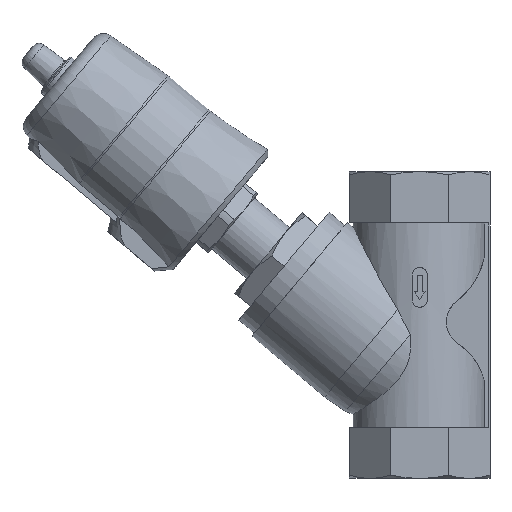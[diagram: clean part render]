
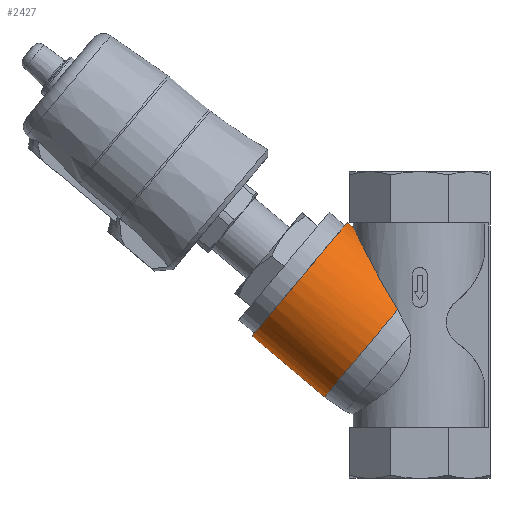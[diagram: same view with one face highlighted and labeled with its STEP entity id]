
A CAD part, left-side view. The second image highlights one B-rep face of the part: STEP entity #2427.
In plain terms, the highlighted cylindrical face has radius 29 mm (diameter 58 mm), a full revolution.
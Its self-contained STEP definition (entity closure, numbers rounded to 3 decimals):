
#456=B_SPLINE_CURVE_WITH_KNOTS('',3,(#3658,#3659,#3660,#3661,#3662,#3663,
#3664,#3665,#3666,#3667,#3668,#3669,#3670,#3671,#3672,#3673,#3674,#3675,
#3676,#3677),.UNSPECIFIED.,.F.,.F.,(4,1,1,1,1,1,1,1,1,1,1,1,1,1,1,1,1,4),
(0.,0.012,0.017,0.023,0.029,
0.035,0.041,0.044,0.046,
0.052,0.055,0.058,0.061,
0.064,0.07,0.075,0.081,
0.093),.UNSPECIFIED.);
#896=ORIENTED_EDGE('',*,*,#1444,.F.);
#897=ORIENTED_EDGE('',*,*,#1283,.T.);
#898=ORIENTED_EDGE('',*,*,#1445,.T.);
#1283=EDGE_CURVE('',#1631,#1630,#456,.T.);
#1444=EDGE_CURVE('',#1631,#1630,#1904,.T.);
#1445=EDGE_CURVE('',#1742,#1742,#1905,.T.);
#1630=VERTEX_POINT('',#3657);
#1631=VERTEX_POINT('',#3678);
#1742=VERTEX_POINT('',#4248);
#1904=CIRCLE('',#2676,29.);
#1905=CIRCLE('',#2678,29.);
#2034=EDGE_LOOP('',(#896,#897));
#2035=EDGE_LOOP('',(#898));
#2228=FACE_BOUND('',#2034,.T.);
#2229=FACE_BOUND('',#2035,.T.);
#2333=CYLINDRICAL_SURFACE('',#2677,29.);
#2427=ADVANCED_FACE('',(#2228,#2229),#2333,.T.);
#2676=AXIS2_PLACEMENT_3D('',#4245,#3161,#3162);
#2677=AXIS2_PLACEMENT_3D('',#4246,#3163,#3164);
#2678=AXIS2_PLACEMENT_3D('',#4247,#3165,#3166);
#3161=DIRECTION('',(0.643,-0.766,0.));
#3162=DIRECTION('',(0.766,0.643,0.));
#3163=DIRECTION('',(0.643,-0.766,0.));
#3164=DIRECTION('',(0.766,0.643,0.));
#3165=DIRECTION('',(0.643,-0.766,0.));
#3166=DIRECTION('',(0.766,0.643,0.));
#3657=CARTESIAN_POINT('',(-65.945,8.632,24.525));
#3658=CARTESIAN_POINT('',(-65.945,8.632,-24.525));
#3659=CARTESIAN_POINT('',(-69.194,10.704,-23.796));
#3660=CARTESIAN_POINT('',(-74.104,13.515,-22.388));
#3661=CARTESIAN_POINT('',(-80.518,16.98,-19.782));
#3662=CARTESIAN_POINT('',(-85.216,19.441,-17.388));
#3663=CARTESIAN_POINT('',(-89.774,21.78,-14.383));
#3664=CARTESIAN_POINT('',(-93.857,23.844,-10.696));
#3665=CARTESIAN_POINT('',(-96.62,25.226,-6.743));
#3666=CARTESIAN_POINT('',(-97.922,25.875,-3.05));
#3667=CARTESIAN_POINT('',(-98.414,26.119,0.913));
#3668=CARTESIAN_POINT('',(-97.495,25.663,4.821));
#3669=CARTESIAN_POINT('',(-95.599,24.716,8.197));
#3670=CARTESIAN_POINT('',(-93.888,23.857,10.422));
#3671=CARTESIAN_POINT('',(-91.925,22.868,12.434));
#3672=CARTESIAN_POINT('',(-89.134,21.452,14.797));
#3673=CARTESIAN_POINT('',(-85.39,19.532,17.288));
#3674=CARTESIAN_POINT('',(-80.614,17.032,19.742));
#3675=CARTESIAN_POINT('',(-74.146,13.539,22.376));
#3676=CARTESIAN_POINT('',(-69.205,10.711,23.793));
#3677=CARTESIAN_POINT('',(-65.945,8.632,24.525));
#3678=CARTESIAN_POINT('',(-65.945,8.632,-24.525));
#4245=CARTESIAN_POINT('',(-54.09,18.58,0.));
#4246=CARTESIAN_POINT('',(-41.877,4.025,0.));
#4247=CARTESIAN_POINT('',(-77.873,46.923,0.));
#4248=CARTESIAN_POINT('',(-55.658,65.564,0.));
